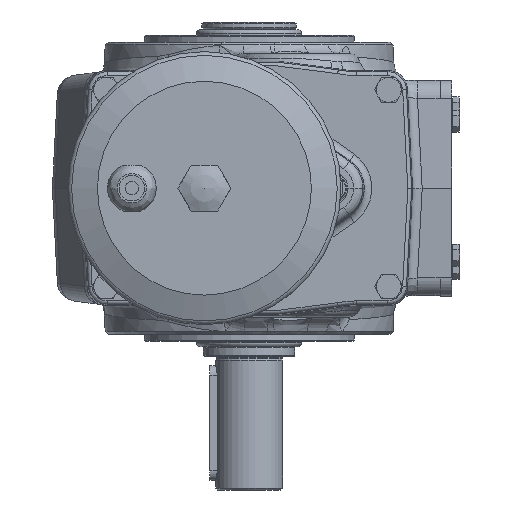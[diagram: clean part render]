
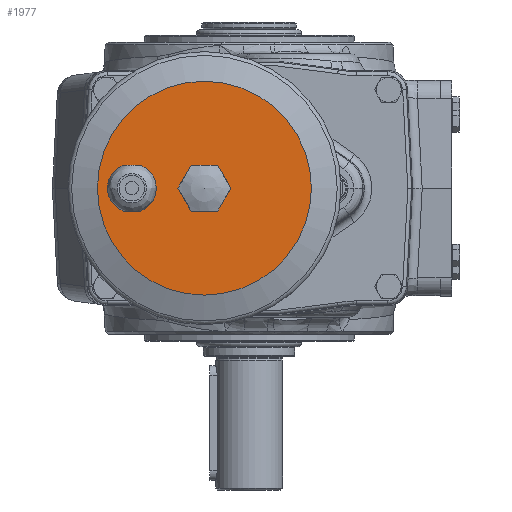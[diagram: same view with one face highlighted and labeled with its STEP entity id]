
A CAD part, left-side view. The second image highlights one B-rep face of the part: STEP entity #1977.
In plain terms, the highlighted planar face has unit normal (-1, 0, 0).
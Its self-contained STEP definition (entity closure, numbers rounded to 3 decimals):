
#1977 = ADVANCED_FACE( '', ( #4601, #4602, #4603 ), #4604, .T. );
#4601 = FACE_BOUND( '', #11539, .T. );
#4602 = FACE_OUTER_BOUND( '', #11540, .T. );
#4603 = FACE_BOUND( '', #11541, .T. );
#4604 = PLANE( '', #11542 );
#11539 = EDGE_LOOP( '', ( #23973, #23974, #23975, #23976 ) );
#11540 = EDGE_LOOP( '', ( #23977 ) );
#11541 = EDGE_LOOP( '', ( #23978, #23979, #23980, #23981, #23982, #23983 ) );
#11542 = AXIS2_PLACEMENT_3D( '', #23984, #23985, #23986 );
#23973 = ORIENTED_EDGE( '', *, *, #28160, .F. );
#23974 = ORIENTED_EDGE( '', *, *, #27629, .F. );
#23975 = ORIENTED_EDGE( '', *, *, #27478, .F. );
#23976 = ORIENTED_EDGE( '', *, *, #29114, .T. );
#23977 = ORIENTED_EDGE( '', *, *, #28609, .T. );
#23978 = ORIENTED_EDGE( '', *, *, #29249, .T. );
#23979 = ORIENTED_EDGE( '', *, *, #29221, .T. );
#23980 = ORIENTED_EDGE( '', *, *, #27669, .T. );
#23981 = ORIENTED_EDGE( '', *, *, #27927, .T. );
#23982 = ORIENTED_EDGE( '', *, *, #28881, .T. );
#23983 = ORIENTED_EDGE( '', *, *, #29250, .T. );
#23984 = CARTESIAN_POINT( '', ( -601.9, 79.4, 0. ) );
#23985 = DIRECTION( '', ( -1., 0., 0. ) );
#23986 = DIRECTION( '', ( 0., 1., 0. ) );
#27478 = EDGE_CURVE( '', #30474, #30477, #30478, .T. );
#27629 = EDGE_CURVE( '', #30477, #30736, #30737, .T. );
#27669 = EDGE_CURVE( '', #30800, #30804, #30806, .T. );
#27927 = EDGE_CURVE( '', #30804, #31237, #31239, .T. );
#28160 = EDGE_CURVE( '', #30736, #31609, #31610, .T. );
#28609 = EDGE_CURVE( '', #32290, #32290, #32291, .T. );
#28881 = EDGE_CURVE( '', #31237, #32685, #32687, .T. );
#29114 = EDGE_CURVE( '', #30474, #31609, #33021, .T. );
#29221 = EDGE_CURVE( '', #33155, #30800, #33158, .T. );
#29249 = EDGE_CURVE( '', #33196, #33155, #33197, .T. );
#29250 = EDGE_CURVE( '', #32685, #33196, #33198, .T. );
#30474 = VERTEX_POINT( '', #35205 );
#30477 = VERTEX_POINT( '', #35209 );
#30478 = CIRCLE( '', #35210, 12.8 );
#30736 = VERTEX_POINT( '', #35619 );
#30737 = LINE( '', #35620, #35621 );
#30800 = VERTEX_POINT( '', #35831 );
#30804 = VERTEX_POINT( '', #35836 );
#30806 = LINE( '', #35839, #35840 );
#31237 = VERTEX_POINT( '', #36830 );
#31239 = LINE( '', #36833, #36834 );
#31609 = VERTEX_POINT( '', #37428 );
#31610 = CIRCLE( '', #37429, 12.8 );
#32290 = VERTEX_POINT( '', #39002 );
#32291 = CIRCLE( '', #39003, 56. );
#32685 = VERTEX_POINT( '', #39678 );
#32687 = LINE( '', #39681, #39682 );
#33021 = LINE( '', #40205, #40206 );
#33155 = VERTEX_POINT( '', #40604 );
#33158 = LINE( '', #40608, #40609 );
#33196 = VERTEX_POINT( '', #40668 );
#33197 = LINE( '', #40669, #40670 );
#33198 = LINE( '', #40671, #40672 );
#35205 = CARTESIAN_POINT( '', ( -601.9, 65.854, 12. ) );
#35209 = CARTESIAN_POINT( '', ( -601.9, 65.854, -12. ) );
#35210 = AXIS2_PLACEMENT_3D( '', #43113, #43114, #43115 );
#35619 = CARTESIAN_POINT( '', ( -601.9, 56.946, -12. ) );
#35620 = CARTESIAN_POINT( '', ( -601.9, 65.854, -12. ) );
#35621 = VECTOR( '', #43286, 1000. );
#35831 = CARTESIAN_POINT( '', ( -601.9, 16.472, -12. ) );
#35836 = CARTESIAN_POINT( '', ( -601.9, 30.328, -12. ) );
#35839 = CARTESIAN_POINT( '', ( -601.9, 16.472, -12. ) );
#35840 = VECTOR( '', #43330, 1000. );
#36830 = CARTESIAN_POINT( '', ( -601.9, 37.256, 0. ) );
#36833 = CARTESIAN_POINT( '', ( -601.9, 30.328, -12. ) );
#36834 = VECTOR( '', #43634, 1000. );
#37428 = CARTESIAN_POINT( '', ( -601.9, 56.946, 12. ) );
#37429 = AXIS2_PLACEMENT_3D( '', #43966, #43967, #43968 );
#39002 = CARTESIAN_POINT( '', ( -601.9, 79.4, 0. ) );
#39003 = AXIS2_PLACEMENT_3D( '', #44504, #44505, #44506 );
#39678 = CARTESIAN_POINT( '', ( -601.9, 30.328, 12. ) );
#39681 = CARTESIAN_POINT( '', ( -601.9, 37.256, 0. ) );
#39682 = VECTOR( '', #44836, 1000. );
#40205 = CARTESIAN_POINT( '', ( -601.9, 65.854, 12. ) );
#40206 = VECTOR( '', #45134, 1000. );
#40604 = CARTESIAN_POINT( '', ( -601.9, 9.544, 0. ) );
#40608 = CARTESIAN_POINT( '', ( -601.9, 9.544, 0. ) );
#40609 = VECTOR( '', #45256, 1000. );
#40668 = CARTESIAN_POINT( '', ( -601.9, 16.472, 12. ) );
#40669 = CARTESIAN_POINT( '', ( -601.9, 16.472, 12. ) );
#40670 = VECTOR( '', #45286, 1000. );
#40671 = CARTESIAN_POINT( '', ( -601.9, 30.328, 12. ) );
#40672 = VECTOR( '', #45287, 1000. );
#43113 = CARTESIAN_POINT( '', ( -601.9, 61.4, 0. ) );
#43114 = DIRECTION( '', ( -1., 0., 0. ) );
#43115 = DIRECTION( '', ( 0., 1., 0. ) );
#43286 = DIRECTION( '', ( 0., -1., 0. ) );
#43330 = DIRECTION( '', ( 0., 1., 0. ) );
#43634 = DIRECTION( '', ( 0., 0.5, 0.866 ) );
#43966 = CARTESIAN_POINT( '', ( -601.9, 61.4, 0. ) );
#43967 = DIRECTION( '', ( -1., 0., 0. ) );
#43968 = DIRECTION( '', ( 0., 1., 0. ) );
#44504 = CARTESIAN_POINT( '', ( -601.9, 23.4, 0. ) );
#44505 = DIRECTION( '', ( -1., 0., 0. ) );
#44506 = DIRECTION( '', ( 0., 1., 0. ) );
#44836 = DIRECTION( '', ( 0., -0.5, 0.866 ) );
#45134 = DIRECTION( '', ( 0., -1., 0. ) );
#45256 = DIRECTION( '', ( 0., 0.5, -0.866 ) );
#45286 = DIRECTION( '', ( 0., -0.5, -0.866 ) );
#45287 = DIRECTION( '', ( 0., -1., 0. ) );
